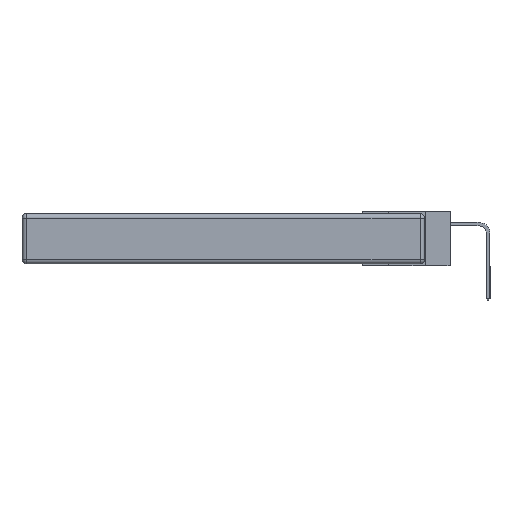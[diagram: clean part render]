
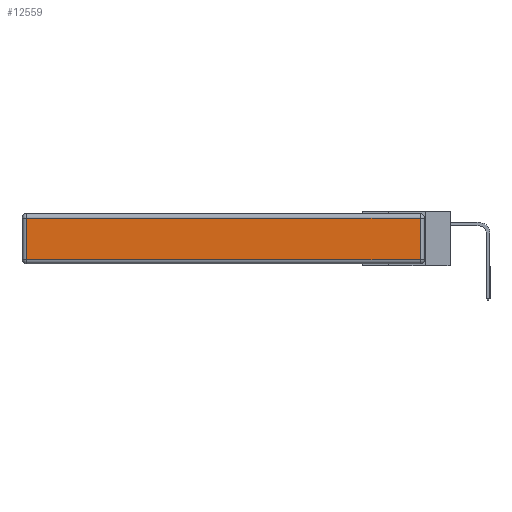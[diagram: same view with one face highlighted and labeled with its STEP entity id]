
A CAD part, left-side view. The second image highlights one B-rep face of the part: STEP entity #12559.
In plain terms, the highlighted planar face has unit normal (-1, 0, 0).
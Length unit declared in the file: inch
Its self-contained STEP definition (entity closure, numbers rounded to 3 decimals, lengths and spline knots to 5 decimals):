
#98 = ORIENTED_EDGE ( 'NONE', *, *, #12184, .T. ) ;
#230 = CARTESIAN_POINT ( 'NONE',  ( 0., 2.72, -0.03 ) ) ;
#409 = ORIENTED_EDGE ( 'NONE', *, *, #3713, .T. ) ;
#502 = DIRECTION ( 'NONE',  ( 0., 0., 1. ) ) ;
#806 = LINE ( 'NONE', #8024, #8526 ) ;
#1063 = VECTOR ( 'NONE', #10212, 39.37008 ) ;
#1494 = PLANE ( 'NONE',  #4058 ) ;
#1543 = DIRECTION ( 'NONE',  ( -1., 0., 0. ) ) ;
#1726 = VECTOR ( 'NONE', #13254, 39.37008 ) ;
#2501 = FACE_OUTER_BOUND ( 'NONE', #5816, .T. ) ;
#2585 = CARTESIAN_POINT ( 'NONE',  ( 0., 0.03, -0.03 ) ) ;
#2850 = VERTEX_POINT ( 'NONE', #230 ) ;
#2966 = ORIENTED_EDGE ( 'NONE', *, *, #7639, .T. ) ;
#3013 = VERTEX_POINT ( 'NONE', #2585 ) ;
#3053 = CARTESIAN_POINT ( 'NONE',  ( 0., 0., -0.313 ) ) ;
#3495 = VERTEX_POINT ( 'NONE', #11552 ) ;
#3657 = CARTESIAN_POINT ( 'NONE',  ( 0., 0., -0.343 ) ) ;
#3713 = EDGE_CURVE ( 'NONE', #3495, #3013, #806, .T. ) ;
#4058 = AXIS2_PLACEMENT_3D ( 'NONE', #3657, #1543, #502 ) ;
#4672 = DIRECTION ( 'NONE',  ( 0., 0., -1. ) ) ;
#4770 = LINE ( 'NONE', #13164, #1726 ) ;
#4927 = DIRECTION ( 'NONE',  ( 0., 0., 1. ) ) ;
#5816 = EDGE_LOOP ( 'NONE', ( #98, #409, #2966, #9992 ) ) ;
#6402 = VECTOR ( 'NONE', #4672, 39.37008 ) ;
#6728 = EDGE_CURVE ( 'NONE', #2850, #12119, #12193, .T. ) ;
#6888 = CARTESIAN_POINT ( 'NONE',  ( 0., 2.72, -0.313 ) ) ;
#7639 = EDGE_CURVE ( 'NONE', #3013, #2850, #4770, .T. ) ;
#8024 = CARTESIAN_POINT ( 'NONE',  ( 0., 0.03, -0.343 ) ) ;
#8526 = VECTOR ( 'NONE', #4927, 39.37008 ) ;
#8601 = LINE ( 'NONE', #3053, #1063 ) ;
#8718 = CARTESIAN_POINT ( 'NONE',  ( 0., 2.72, -0.343 ) ) ;
#9992 = ORIENTED_EDGE ( 'NONE', *, *, #6728, .T. ) ;
#10212 = DIRECTION ( 'NONE',  ( 0., -1., 0. ) ) ;
#11552 = CARTESIAN_POINT ( 'NONE',  ( 0., 0.03, -0.313 ) ) ;
#12119 = VERTEX_POINT ( 'NONE', #6888 ) ;
#12184 = EDGE_CURVE ( 'NONE', #12119, #3495, #8601, .T. ) ;
#12193 = LINE ( 'NONE', #8718, #6402 ) ;
#12559 = ADVANCED_FACE ( 'NONE', ( #2501 ), #1494, .T. ) ;
#13164 = CARTESIAN_POINT ( 'NONE',  ( 0., 2.75, -0.03 ) ) ;
#13254 = DIRECTION ( 'NONE',  ( 0., 1., 0. ) ) ;
